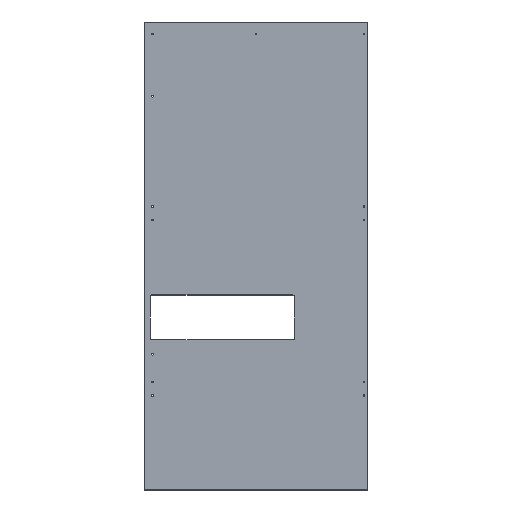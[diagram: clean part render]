
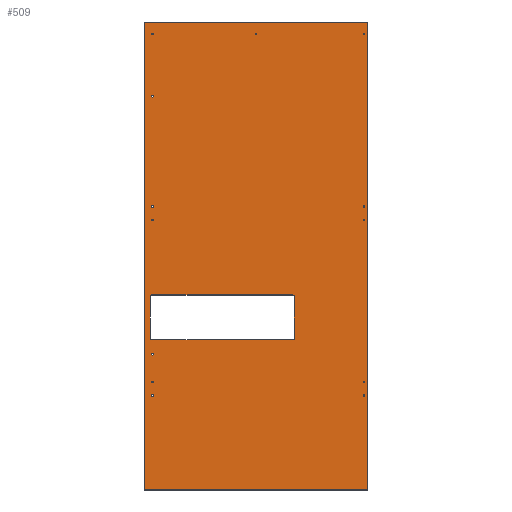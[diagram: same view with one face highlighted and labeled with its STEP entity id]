
A CAD part, top view. The second image highlights one B-rep face of the part: STEP entity #509.
In plain terms, the highlighted planar face has unit normal (0, 0, 1).
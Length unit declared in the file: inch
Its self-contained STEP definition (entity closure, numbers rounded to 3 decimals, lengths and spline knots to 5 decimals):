
#46=FACE_BOUND('',#154,.T.);
#47=FACE_BOUND('',#155,.T.);
#48=FACE_BOUND('',#156,.T.);
#49=FACE_BOUND('',#157,.T.);
#50=FACE_BOUND('',#158,.T.);
#51=FACE_BOUND('',#159,.T.);
#52=FACE_BOUND('',#160,.T.);
#53=FACE_BOUND('',#161,.T.);
#54=FACE_BOUND('',#162,.T.);
#55=FACE_BOUND('',#163,.T.);
#56=FACE_BOUND('',#164,.T.);
#57=FACE_BOUND('',#165,.T.);
#58=FACE_BOUND('',#166,.T.);
#59=FACE_BOUND('',#167,.T.);
#90=CIRCLE('',#562,0.1325);
#91=CIRCLE('',#563,0.1325);
#92=CIRCLE('',#564,0.1325);
#93=CIRCLE('',#565,0.1325);
#94=CIRCLE('',#566,0.1325);
#95=CIRCLE('',#567,0.1325);
#96=CIRCLE('',#568,0.1325);
#97=CIRCLE('',#569,0.1325);
#98=CIRCLE('',#570,0.1325);
#99=CIRCLE('',#571,0.1325);
#100=CIRCLE('',#572,0.1325);
#101=CIRCLE('',#573,0.1325);
#102=CIRCLE('',#574,0.1325);
#103=CIRCLE('',#575,0.25);
#104=CIRCLE('',#576,0.25);
#105=CIRCLE('',#577,0.25);
#106=CIRCLE('',#578,0.25);
#112=FACE_OUTER_BOUND('',#153,.T.);
#153=EDGE_LOOP('',(#411,#412,#413,#414));
#154=EDGE_LOOP('',(#415));
#155=EDGE_LOOP('',(#416));
#156=EDGE_LOOP('',(#417));
#157=EDGE_LOOP('',(#418));
#158=EDGE_LOOP('',(#419));
#159=EDGE_LOOP('',(#420));
#160=EDGE_LOOP('',(#421));
#161=EDGE_LOOP('',(#422));
#162=EDGE_LOOP('',(#423));
#163=EDGE_LOOP('',(#424));
#164=EDGE_LOOP('',(#425));
#165=EDGE_LOOP('',(#426));
#166=EDGE_LOOP('',(#427));
#167=EDGE_LOOP('',(#428,#429,#430,#431,#432,#433,#434,#435));
#211=LINE('',#808,#239);
#213=LINE('',#812,#241);
#215=LINE('',#816,#243);
#217=LINE('',#819,#245);
#218=LINE('',#849,#246);
#219=LINE('',#853,#247);
#220=LINE('',#857,#248);
#221=LINE('',#861,#249);
#239=VECTOR('',#649,78.);
#241=VECTOR('',#653,37.25);
#243=VECTOR('',#657,78.);
#245=VECTOR('',#661,37.25);
#246=VECTOR('',#690,7.);
#247=VECTOR('',#693,23.5);
#248=VECTOR('',#696,7.);
#249=VECTOR('',#699,23.5);
#283=VERTEX_POINT('',#805);
#284=VERTEX_POINT('',#807);
#285=VERTEX_POINT('',#811);
#286=VERTEX_POINT('',#815);
#287=VERTEX_POINT('',#821);
#288=VERTEX_POINT('',#823);
#289=VERTEX_POINT('',#825);
#290=VERTEX_POINT('',#827);
#291=VERTEX_POINT('',#829);
#292=VERTEX_POINT('',#831);
#293=VERTEX_POINT('',#833);
#294=VERTEX_POINT('',#835);
#295=VERTEX_POINT('',#837);
#296=VERTEX_POINT('',#839);
#297=VERTEX_POINT('',#841);
#298=VERTEX_POINT('',#843);
#299=VERTEX_POINT('',#845);
#300=VERTEX_POINT('',#847);
#301=VERTEX_POINT('',#848);
#302=VERTEX_POINT('',#850);
#303=VERTEX_POINT('',#852);
#304=VERTEX_POINT('',#854);
#305=VERTEX_POINT('',#856);
#306=VERTEX_POINT('',#858);
#307=VERTEX_POINT('',#860);
#334=EDGE_CURVE('',#283,#284,#211,.T.);
#336=EDGE_CURVE('',#284,#285,#213,.T.);
#338=EDGE_CURVE('',#285,#286,#215,.T.);
#340=EDGE_CURVE('',#286,#283,#217,.T.);
#341=EDGE_CURVE('',#287,#287,#90,.T.);
#342=EDGE_CURVE('',#288,#288,#91,.T.);
#343=EDGE_CURVE('',#289,#289,#92,.T.);
#344=EDGE_CURVE('',#290,#290,#93,.T.);
#345=EDGE_CURVE('',#291,#291,#94,.T.);
#346=EDGE_CURVE('',#292,#292,#95,.T.);
#347=EDGE_CURVE('',#293,#293,#96,.T.);
#348=EDGE_CURVE('',#294,#294,#97,.T.);
#349=EDGE_CURVE('',#295,#295,#98,.T.);
#350=EDGE_CURVE('',#296,#296,#99,.T.);
#351=EDGE_CURVE('',#297,#297,#100,.T.);
#352=EDGE_CURVE('',#298,#298,#101,.T.);
#353=EDGE_CURVE('',#299,#299,#102,.T.);
#354=EDGE_CURVE('',#300,#301,#218,.T.);
#355=EDGE_CURVE('',#302,#301,#103,.T.);
#356=EDGE_CURVE('',#302,#303,#219,.T.);
#357=EDGE_CURVE('',#304,#303,#104,.T.);
#358=EDGE_CURVE('',#304,#305,#220,.T.);
#359=EDGE_CURVE('',#306,#305,#105,.T.);
#360=EDGE_CURVE('',#306,#307,#221,.T.);
#361=EDGE_CURVE('',#300,#307,#106,.T.);
#411=ORIENTED_EDGE('',*,*,#334,.F.);
#412=ORIENTED_EDGE('',*,*,#340,.F.);
#413=ORIENTED_EDGE('',*,*,#338,.F.);
#414=ORIENTED_EDGE('',*,*,#336,.F.);
#415=ORIENTED_EDGE('',*,*,#341,.F.);
#416=ORIENTED_EDGE('',*,*,#342,.F.);
#417=ORIENTED_EDGE('',*,*,#343,.F.);
#418=ORIENTED_EDGE('',*,*,#344,.F.);
#419=ORIENTED_EDGE('',*,*,#345,.F.);
#420=ORIENTED_EDGE('',*,*,#346,.F.);
#421=ORIENTED_EDGE('',*,*,#347,.F.);
#422=ORIENTED_EDGE('',*,*,#348,.F.);
#423=ORIENTED_EDGE('',*,*,#349,.F.);
#424=ORIENTED_EDGE('',*,*,#350,.F.);
#425=ORIENTED_EDGE('',*,*,#351,.F.);
#426=ORIENTED_EDGE('',*,*,#352,.F.);
#427=ORIENTED_EDGE('',*,*,#353,.F.);
#428=ORIENTED_EDGE('',*,*,#354,.T.);
#429=ORIENTED_EDGE('',*,*,#355,.F.);
#430=ORIENTED_EDGE('',*,*,#356,.T.);
#431=ORIENTED_EDGE('',*,*,#357,.F.);
#432=ORIENTED_EDGE('',*,*,#358,.T.);
#433=ORIENTED_EDGE('',*,*,#359,.F.);
#434=ORIENTED_EDGE('',*,*,#360,.T.);
#435=ORIENTED_EDGE('',*,*,#361,.F.);
#499=PLANE('',#561);
#509=ADVANCED_FACE('',(#112,#46,#47,#48,#49,#50,#51,#52,#53,#54,#55,#56,
#57,#58,#59),#499,.T.);
#561=AXIS2_PLACEMENT_3D('',#820,#662,#663);
#562=AXIS2_PLACEMENT_3D('',#822,#664,#665);
#563=AXIS2_PLACEMENT_3D('',#824,#666,#667);
#564=AXIS2_PLACEMENT_3D('',#826,#668,#669);
#565=AXIS2_PLACEMENT_3D('',#828,#670,#671);
#566=AXIS2_PLACEMENT_3D('',#830,#672,#673);
#567=AXIS2_PLACEMENT_3D('',#832,#674,#675);
#568=AXIS2_PLACEMENT_3D('',#834,#676,#677);
#569=AXIS2_PLACEMENT_3D('',#836,#678,#679);
#570=AXIS2_PLACEMENT_3D('',#838,#680,#681);
#571=AXIS2_PLACEMENT_3D('',#840,#682,#683);
#572=AXIS2_PLACEMENT_3D('',#842,#684,#685);
#573=AXIS2_PLACEMENT_3D('',#844,#686,#687);
#574=AXIS2_PLACEMENT_3D('',#846,#688,#689);
#575=AXIS2_PLACEMENT_3D('',#851,#691,#692);
#576=AXIS2_PLACEMENT_3D('',#855,#694,#695);
#577=AXIS2_PLACEMENT_3D('',#859,#697,#698);
#578=AXIS2_PLACEMENT_3D('',#862,#700,#701);
#649=DIRECTION('',(0.,1.,0.));
#653=DIRECTION('',(1.,0.,0.));
#657=DIRECTION('',(0.,-1.,0.));
#661=DIRECTION('',(-1.,0.,0.));
#662=DIRECTION('center_axis',(0.,0.,1.));
#663=DIRECTION('ref_axis',(1.,0.,0.));
#664=DIRECTION('center_axis',(0.,0.,1.));
#665=DIRECTION('ref_axis',(1.,0.,0.));
#666=DIRECTION('center_axis',(0.,0.,1.));
#667=DIRECTION('ref_axis',(1.,0.,0.));
#668=DIRECTION('center_axis',(0.,0.,1.));
#669=DIRECTION('ref_axis',(1.,0.,0.));
#670=DIRECTION('center_axis',(0.,0.,1.));
#671=DIRECTION('ref_axis',(1.,0.,0.));
#672=DIRECTION('center_axis',(0.,0.,1.));
#673=DIRECTION('ref_axis',(1.,0.,0.));
#674=DIRECTION('center_axis',(0.,0.,1.));
#675=DIRECTION('ref_axis',(1.,0.,0.));
#676=DIRECTION('center_axis',(0.,0.,1.));
#677=DIRECTION('ref_axis',(1.,0.,0.));
#678=DIRECTION('center_axis',(0.,0.,1.));
#679=DIRECTION('ref_axis',(1.,0.,0.));
#680=DIRECTION('center_axis',(0.,0.,1.));
#681=DIRECTION('ref_axis',(1.,0.,0.));
#682=DIRECTION('center_axis',(0.,0.,1.));
#683=DIRECTION('ref_axis',(1.,0.,0.));
#684=DIRECTION('center_axis',(0.,0.,1.));
#685=DIRECTION('ref_axis',(1.,0.,0.));
#686=DIRECTION('center_axis',(0.,0.,1.));
#687=DIRECTION('ref_axis',(1.,0.,0.));
#688=DIRECTION('center_axis',(0.,0.,1.));
#689=DIRECTION('ref_axis',(1.,0.,0.));
#690=DIRECTION('',(0.,1.,0.));
#691=DIRECTION('center_axis',(0.,0.,1.));
#692=DIRECTION('ref_axis',(0.,1.,0.));
#693=DIRECTION('',(1.,0.,0.));
#694=DIRECTION('center_axis',(0.,0.,1.));
#695=DIRECTION('ref_axis',(1.,0.,0.));
#696=DIRECTION('',(0.,-1.,0.));
#697=DIRECTION('center_axis',(0.,0.,1.));
#698=DIRECTION('ref_axis',(0.,-1.,0.));
#699=DIRECTION('',(-1.,0.,0.));
#700=DIRECTION('center_axis',(0.,0.,1.));
#701=DIRECTION('ref_axis',(-1.,0.,0.));
#805=CARTESIAN_POINT('',(-18.625,-39.,0.25));
#807=CARTESIAN_POINT('',(-18.625,39.,0.25));
#808=CARTESIAN_POINT('',(-18.625,-39.,0.25));
#811=CARTESIAN_POINT('',(18.625,39.,0.25));
#812=CARTESIAN_POINT('',(-18.625,39.,0.25));
#815=CARTESIAN_POINT('',(18.625,-39.,0.25));
#816=CARTESIAN_POINT('',(18.625,39.,0.25));
#819=CARTESIAN_POINT('',(18.625,-39.,0.25));
#820=CARTESIAN_POINT('Origin',(0.,0.,0.25));
#821=CARTESIAN_POINT('',(-17.3825,8.25,0.25));
#822=CARTESIAN_POINT('Origin',(-17.25,8.25,0.25));
#823=CARTESIAN_POINT('',(-17.3825,6.,0.25));
#824=CARTESIAN_POINT('Origin',(-17.25,6.,0.25));
#825=CARTESIAN_POINT('',(17.8675,6.,0.25));
#826=CARTESIAN_POINT('Origin',(18.,6.,0.25));
#827=CARTESIAN_POINT('',(17.8675,8.25,0.25));
#828=CARTESIAN_POINT('Origin',(18.,8.25,0.25));
#829=CARTESIAN_POINT('',(17.8675,37.,0.25));
#830=CARTESIAN_POINT('Origin',(18.,37.,0.25));
#831=CARTESIAN_POINT('',(-17.3825,37.,0.25));
#832=CARTESIAN_POINT('Origin',(-17.25,37.,0.25));
#833=CARTESIAN_POINT('',(-0.1325,37.,0.25));
#834=CARTESIAN_POINT('Origin',(0.,37.,0.25));
#835=CARTESIAN_POINT('',(-17.3825,-21.,0.25));
#836=CARTESIAN_POINT('Origin',(-17.25,-21.,0.25));
#837=CARTESIAN_POINT('',(-17.3825,-23.25,0.25));
#838=CARTESIAN_POINT('Origin',(-17.25,-23.25,0.25));
#839=CARTESIAN_POINT('',(17.8675,-23.25,0.25));
#840=CARTESIAN_POINT('Origin',(18.,-23.25,0.25));
#841=CARTESIAN_POINT('',(17.8675,-21.,0.25));
#842=CARTESIAN_POINT('Origin',(18.,-21.,0.25));
#843=CARTESIAN_POINT('',(-17.3825,26.60492,0.25));
#844=CARTESIAN_POINT('Origin',(-17.25,26.60492,0.25));
#845=CARTESIAN_POINT('',(-17.3825,-16.39451,0.25));
#846=CARTESIAN_POINT('Origin',(-17.25,-16.39451,0.25));
#847=CARTESIAN_POINT('',(-17.625,-13.75,0.25));
#848=CARTESIAN_POINT('',(-17.625,-6.75,0.25));
#849=CARTESIAN_POINT('',(-17.625,-13.75,0.25));
#850=CARTESIAN_POINT('',(-17.375,-6.5,0.25));
#851=CARTESIAN_POINT('Origin',(-17.375,-6.75,0.25));
#852=CARTESIAN_POINT('',(6.125,-6.5,0.25));
#853=CARTESIAN_POINT('',(-17.375,-6.5,0.25));
#854=CARTESIAN_POINT('',(6.375,-6.75,0.25));
#855=CARTESIAN_POINT('Origin',(6.125,-6.75,0.25));
#856=CARTESIAN_POINT('',(6.375,-13.75,0.25));
#857=CARTESIAN_POINT('',(6.375,-6.75,0.25));
#858=CARTESIAN_POINT('',(6.125,-14.,0.25));
#859=CARTESIAN_POINT('Origin',(6.125,-13.75,0.25));
#860=CARTESIAN_POINT('',(-17.375,-14.,0.25));
#861=CARTESIAN_POINT('',(6.125,-14.,0.25));
#862=CARTESIAN_POINT('Origin',(-17.375,-13.75,0.25));
